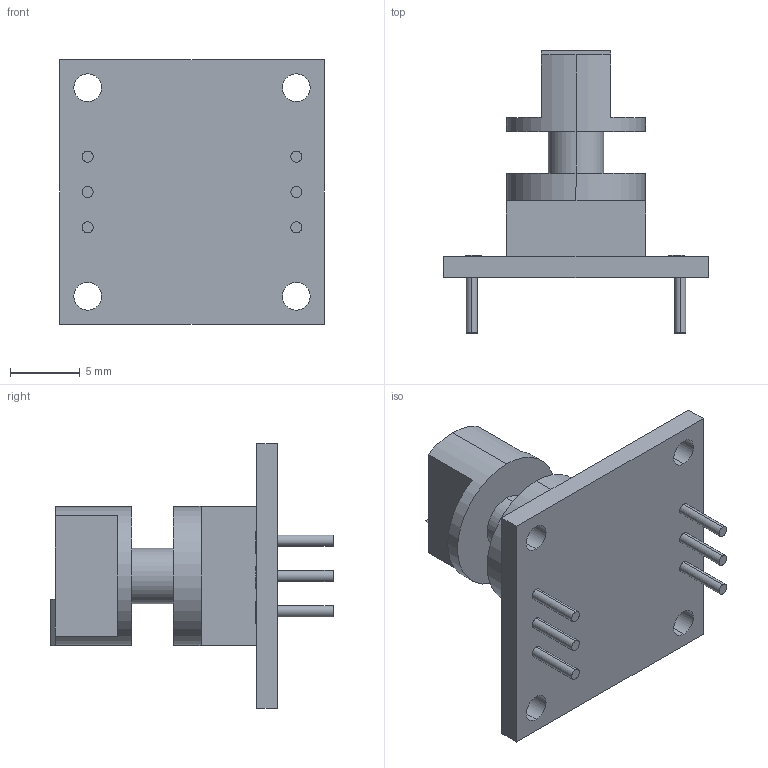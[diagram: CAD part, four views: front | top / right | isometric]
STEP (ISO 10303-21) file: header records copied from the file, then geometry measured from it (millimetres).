
FILE_DESCRIPTION (( 'STEP AP214' ), '1' );
FILE_NAME ('encoderDFR.STEP', '2021-02-09T15:09:20', ( '' ), ( '' ), 'SwSTEP 2.0', 'SolidWorks 2020', '' );
FILE_SCHEMA (( 'AUTOMOTIVE_DESIGN' ));
Length unit declared in the file: millimetre
Products named in the file (1): encoderDFR
Bounding box: 19 x 20.3 x 19 mm (x, y, z)
Volume: 1426.1 mm3; surface area: 1465.7 mm2
Topology: 1 solids, 1 shells, 143 faces, 356 edges, 233 vertices
Faces by surface type: plane 79, bspline 38, cylinder 26
Entity records: 7691 total; most frequent: CARTESIAN_POINT 3083, ORIENTED_EDGE 712, DIRECTION 550, EDGE_CURVE 356, VERTEX_POINT 233, LINE 222, VECTOR 222, EDGE_LOOP 169
